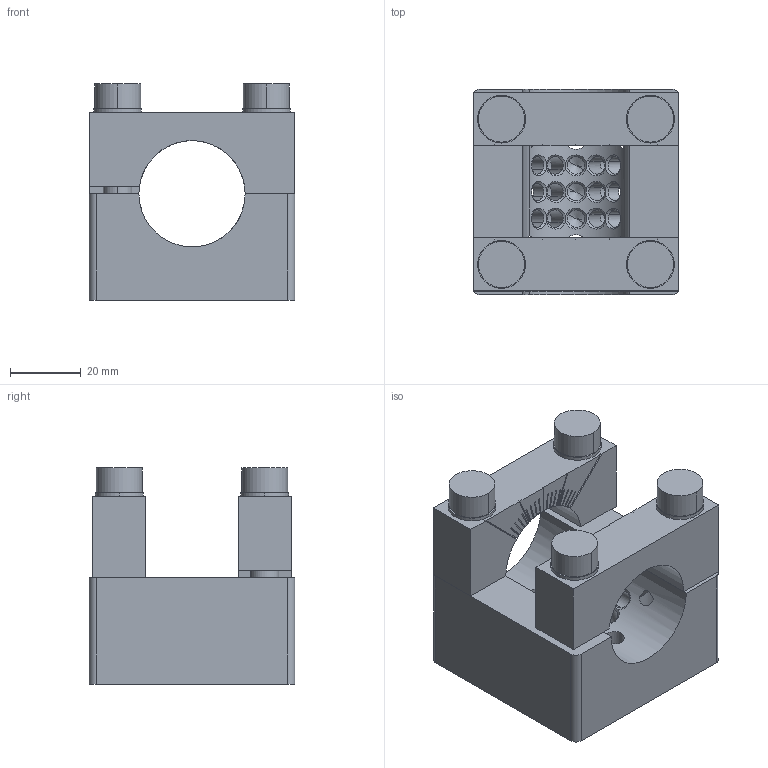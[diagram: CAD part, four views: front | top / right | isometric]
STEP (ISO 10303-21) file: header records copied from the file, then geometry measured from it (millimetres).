
FILE_DESCRIPTION(('CATIA V5 STEP Exchange'),'2;1');
FILE_NAME('AEGT218.stp','2017-07-06T00:29:49+00:00',('none'),('none'),'CATIA Version 5 Release 21 GA (IN-10)','CATIA V5 STEP AP203','none');
FILE_SCHEMA(('CONFIG_CONTROL_DESIGN'));
Length unit declared in the file: millimetre
Products named in the file (1): AEGT218
Bounding box: 58 x 58 x 61 mm (x, y, z)
Volume: 102796.8 mm3; surface area: 36790.4 mm2
Topology: 7 solids, 7 shells, 369 faces, 1004 edges, 618 vertices
Faces by surface type: plane 167, cylinder 107, cone 65, bspline 30
Entity records: 13137 total; most frequent: CARTESIAN_POINT 5023, ORIENTED_EDGE 1916, DIRECTION 1194, EDGE_CURVE 958, VERTEX_POINT 618, AXIS2_PLACEMENT_3D 478, VECTOR 467, LINE 467
